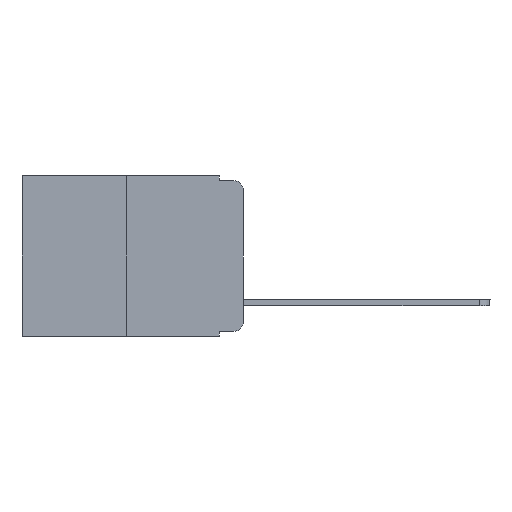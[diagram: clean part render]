
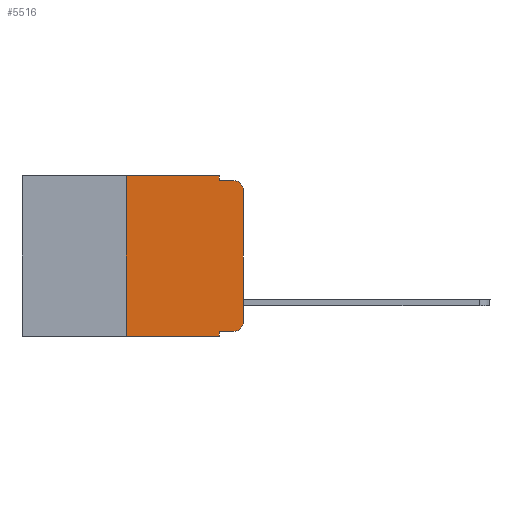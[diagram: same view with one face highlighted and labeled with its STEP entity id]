
A CAD part, left-side view. The second image highlights one B-rep face of the part: STEP entity #5516.
In plain terms, the highlighted planar face has unit normal (-1, 0, 0).
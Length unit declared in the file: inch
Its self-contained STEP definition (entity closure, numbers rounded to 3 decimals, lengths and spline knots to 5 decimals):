
#210 = CARTESIAN_POINT ( 'NONE',  ( 0., 0.051, 0. ) ) ;
#312 = CARTESIAN_POINT ( 'NONE',  ( 0., 0.051, -0.333 ) ) ;
#354 = LINE ( 'NONE', #1391, #9021 ) ;
#461 = DIRECTION ( 'NONE',  ( 0., -1., 0. ) ) ;
#476 = CARTESIAN_POINT ( 'NONE',  ( 0., 0., -0.313 ) ) ;
#493 = VECTOR ( 'NONE', #461, 39.37008 ) ;
#605 = AXIS2_PLACEMENT_3D ( 'NONE', #11292, #9223, #12207 ) ;
#655 = ORIENTED_EDGE ( 'NONE', *, *, #6936, .F. ) ;
#1264 = DIRECTION ( 'NONE',  ( 0., -1., 0. ) ) ;
#1279 = ORIENTED_EDGE ( 'NONE', *, *, #6016, .F. ) ;
#1348 = ORIENTED_EDGE ( 'NONE', *, *, #6598, .F. ) ;
#1391 = CARTESIAN_POINT ( 'NONE',  ( 0., 0.051, -0.01 ) ) ;
#1624 = CARTESIAN_POINT ( 'NONE',  ( 0., 0.473, 0. ) ) ;
#2100 = CARTESIAN_POINT ( 'NONE',  ( 0., 0.473, -0.343 ) ) ;
#2477 = CARTESIAN_POINT ( 'NONE',  ( 0., 0., 0. ) ) ;
#2543 = EDGE_CURVE ( 'NONE', #5219, #7149, #6544, .T. ) ;
#2964 = DIRECTION ( 'NONE',  ( 0., -1., 0. ) ) ;
#3226 = EDGE_LOOP ( 'NONE', ( #9019, #6069, #1279, #655, #1348, #12098, #4811, #8029, #4728, #4454 ) ) ;
#3419 = CARTESIAN_POINT ( 'NONE',  ( 0., 0.25, 0. ) ) ;
#3717 = EDGE_CURVE ( 'NONE', #10758, #6108, #8108, .T. ) ;
#3903 = CARTESIAN_POINT ( 'NONE',  ( 0., 0.051, -0.01 ) ) ;
#3997 = VERTEX_POINT ( 'NONE', #8116 ) ;
#4071 = VECTOR ( 'NONE', #5102, 39.37008 ) ;
#4298 = VERTEX_POINT ( 'NONE', #476 ) ;
#4454 = ORIENTED_EDGE ( 'NONE', *, *, #12627, .T. ) ;
#4464 = PLANE ( 'NONE',  #5401 ) ;
#4728 = ORIENTED_EDGE ( 'NONE', *, *, #2543, .T. ) ;
#4811 = ORIENTED_EDGE ( 'NONE', *, *, #5777, .T. ) ;
#4813 = CARTESIAN_POINT ( 'NONE',  ( 0., 0.25, -0.343 ) ) ;
#4830 = CARTESIAN_POINT ( 'NONE',  ( 0., 0.25, 0. ) ) ;
#5058 = VECTOR ( 'NONE', #2964, 39.37008 ) ;
#5102 = DIRECTION ( 'NONE',  ( 0., 0., -1. ) ) ;
#5219 = VERTEX_POINT ( 'NONE', #6738 ) ;
#5295 = VERTEX_POINT ( 'NONE', #11016 ) ;
#5358 = LINE ( 'NONE', #10963, #5826 ) ;
#5401 = AXIS2_PLACEMENT_3D ( 'NONE', #1624, #7571, #8694 ) ;
#5443 = CARTESIAN_POINT ( 'NONE',  ( 0., 0.473, 0. ) ) ;
#5516 = ADVANCED_FACE ( 'NONE', ( #7725 ), #4464, .F. ) ;
#5548 = VERTEX_POINT ( 'NONE', #10659 ) ;
#5552 = DIRECTION ( 'NONE',  ( 0., 0., -1. ) ) ;
#5750 = EDGE_CURVE ( 'NONE', #5219, #5295, #5358, .T. ) ;
#5777 = EDGE_CURVE ( 'NONE', #10758, #5295, #8042, .T. ) ;
#5826 = VECTOR ( 'NONE', #5913, 39.37008 ) ;
#5913 = DIRECTION ( 'NONE',  ( 0., 0., -1. ) ) ;
#5940 = CARTESIAN_POINT ( 'NONE',  ( 0., 0., -0.03 ) ) ;
#6016 = EDGE_CURVE ( 'NONE', #11334, #5548, #354, .T. ) ;
#6069 = ORIENTED_EDGE ( 'NONE', *, *, #10526, .T. ) ;
#6108 = VERTEX_POINT ( 'NONE', #3419 ) ;
#6544 = LINE ( 'NONE', #312, #10815 ) ;
#6598 = EDGE_CURVE ( 'NONE', #6108, #3997, #12544, .T. ) ;
#6738 = CARTESIAN_POINT ( 'NONE',  ( 0., 0.051, -0.333 ) ) ;
#6936 = EDGE_CURVE ( 'NONE', #3997, #11334, #12691, .T. ) ;
#7149 = VERTEX_POINT ( 'NONE', #7260 ) ;
#7260 = CARTESIAN_POINT ( 'NONE',  ( 0., 0.02, -0.333 ) ) ;
#7571 = DIRECTION ( 'NONE',  ( 1., 0., 0. ) ) ;
#7725 = FACE_OUTER_BOUND ( 'NONE', #3226, .T. ) ;
#8029 = ORIENTED_EDGE ( 'NONE', *, *, #5750, .F. ) ;
#8042 = LINE ( 'NONE', #2100, #5058 ) ;
#8108 = LINE ( 'NONE', #4830, #10620 ) ;
#8116 = CARTESIAN_POINT ( 'NONE',  ( 0., 0.051, 0. ) ) ;
#8537 = LINE ( 'NONE', #2477, #12141 ) ;
#8694 = DIRECTION ( 'NONE',  ( 0., 0., -1. ) ) ;
#9019 = ORIENTED_EDGE ( 'NONE', *, *, #11633, .T. ) ;
#9021 = VECTOR ( 'NONE', #12467, 39.37008 ) ;
#9138 = VERTEX_POINT ( 'NONE', #5940 ) ;
#9223 = DIRECTION ( 'NONE',  ( -1., 0., 0. ) ) ;
#9967 = AXIS2_PLACEMENT_3D ( 'NONE', #11476, #12379, #5552 ) ;
#10526 = EDGE_CURVE ( 'NONE', #9138, #5548, #12793, .T. ) ;
#10620 = VECTOR ( 'NONE', #11854, 39.37008 ) ;
#10659 = CARTESIAN_POINT ( 'NONE',  ( 0., 0.02, -0.01 ) ) ;
#10758 = VERTEX_POINT ( 'NONE', #4813 ) ;
#10815 = VECTOR ( 'NONE', #1264, 39.37008 ) ;
#10963 = CARTESIAN_POINT ( 'NONE',  ( 0., 0.051, 0. ) ) ;
#11016 = CARTESIAN_POINT ( 'NONE',  ( 0., 0.051, -0.343 ) ) ;
#11292 = CARTESIAN_POINT ( 'NONE',  ( 0., 0.02, -0.313 ) ) ;
#11334 = VERTEX_POINT ( 'NONE', #3903 ) ;
#11349 = CIRCLE ( 'NONE', #605, 0.02 ) ;
#11476 = CARTESIAN_POINT ( 'NONE',  ( 0., 0.02, -0.03 ) ) ;
#11609 = DIRECTION ( 'NONE',  ( 0., 0., 1. ) ) ;
#11633 = EDGE_CURVE ( 'NONE', #4298, #9138, #8537, .T. ) ;
#11854 = DIRECTION ( 'NONE',  ( 0., 0., 1. ) ) ;
#12098 = ORIENTED_EDGE ( 'NONE', *, *, #3717, .F. ) ;
#12141 = VECTOR ( 'NONE', #11609, 39.37008 ) ;
#12207 = DIRECTION ( 'NONE',  ( 0., 0., -1. ) ) ;
#12379 = DIRECTION ( 'NONE',  ( -1., 0., 0. ) ) ;
#12467 = DIRECTION ( 'NONE',  ( 0., -1., 0. ) ) ;
#12544 = LINE ( 'NONE', #5443, #493 ) ;
#12627 = EDGE_CURVE ( 'NONE', #7149, #4298, #11349, .T. ) ;
#12691 = LINE ( 'NONE', #210, #4071 ) ;
#12793 = CIRCLE ( 'NONE', #9967, 0.02 ) ;
